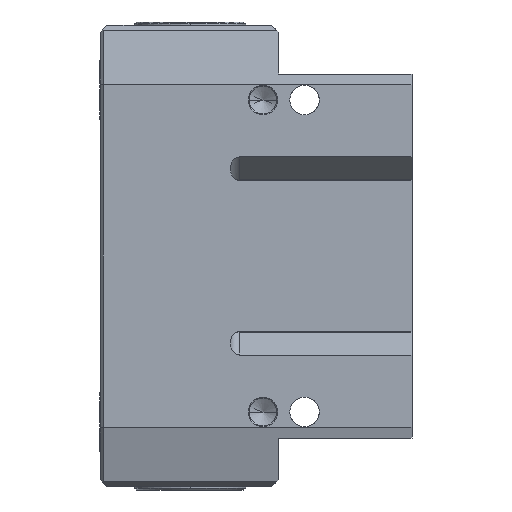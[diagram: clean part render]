
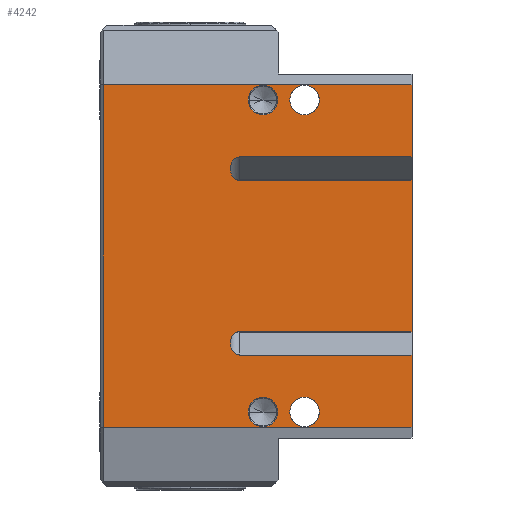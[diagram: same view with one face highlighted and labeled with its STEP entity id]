
A CAD part, left-side view. The second image highlights one B-rep face of the part: STEP entity #4242.
In plain terms, the highlighted planar face has unit normal (-1, 0, 0).
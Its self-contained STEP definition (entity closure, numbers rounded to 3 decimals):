
#169=DIRECTION('',(0.,0.,1.));
#170=VECTOR('',#169,20.873);
#171=CARTESIAN_POINT('',(-30.,-90.,-49.44));
#172=LINE('',#171,#170);
#201=DIRECTION('',(0.,0.,1.));
#202=VECTOR('',#201,43.558);
#203=CARTESIAN_POINT('',(-30.,-90.,-21.779));
#204=LINE('',#203,#202);
#233=DIRECTION('',(0.,0.,1.));
#234=VECTOR('',#233,20.873);
#235=CARTESIAN_POINT('',(-30.,-90.,28.567));
#236=LINE('',#235,#234);
#1062=CARTESIAN_POINT('',(-30.,-59.,-45.));
#1063=DIRECTION('',(1.,0.,0.));
#1064=DIRECTION('',(0.,-1.,0.));
#1065=AXIS2_PLACEMENT_3D('',#1062,#1063,#1064);
#1067=CARTESIAN_POINT('',(-30.,-59.,-45.));
#1068=DIRECTION('',(1.,0.,0.));
#1069=DIRECTION('',(0.,1.,0.));
#1070=AXIS2_PLACEMENT_3D('',#1067,#1068,#1069);
#1072=CARTESIAN_POINT('',(-30.,-59.,45.));
#1073=DIRECTION('',(-1.,0.,0.));
#1074=DIRECTION('',(0.,-1.,0.));
#1075=AXIS2_PLACEMENT_3D('',#1072,#1073,#1074);
#1077=CARTESIAN_POINT('',(-30.,-59.,45.));
#1078=DIRECTION('',(-1.,0.,0.));
#1079=DIRECTION('',(0.,1.,0.));
#1080=AXIS2_PLACEMENT_3D('',#1077,#1078,#1079);
#1082=CARTESIAN_POINT('',(-30.,-47.,45.));
#1083=DIRECTION('',(-1.,0.,0.));
#1084=DIRECTION('',(0.,1.,0.));
#1085=AXIS2_PLACEMENT_3D('',#1082,#1083,#1084);
#1087=CARTESIAN_POINT('',(-30.,-47.,45.));
#1088=DIRECTION('',(-1.,0.,0.));
#1089=DIRECTION('',(0.,-1.,0.));
#1090=AXIS2_PLACEMENT_3D('',#1087,#1088,#1089);
#1092=CARTESIAN_POINT('',(-30.,-47.,-45.));
#1093=DIRECTION('',(1.,0.,0.));
#1094=DIRECTION('',(0.,1.,0.));
#1095=AXIS2_PLACEMENT_3D('',#1092,#1093,#1094);
#1097=CARTESIAN_POINT('',(-30.,-47.,-45.));
#1098=DIRECTION('',(1.,0.,0.));
#1099=DIRECTION('',(0.,-1.,0.));
#1100=AXIS2_PLACEMENT_3D('',#1097,#1098,#1099);
#1102=DIRECTION('',(0.,0.,-1.));
#1103=VECTOR('',#1102,98.88);
#1104=CARTESIAN_POINT('',(-30.,-1.,49.44));
#1105=LINE('',#1104,#1103);
#1106=DIRECTION('',(0.,-1.,0.));
#1107=VECTOR('',#1106,89.);
#1108=CARTESIAN_POINT('',(-30.,-1.,49.44));
#1109=LINE('',#1108,#1107);
#1110=DIRECTION('',(0.,1.,0.));
#1111=VECTOR('',#1110,49.75);
#1112=CARTESIAN_POINT('',(-30.,-90.,28.567));
#1113=LINE('',#1112,#1111);
#1114=DIRECTION('',(0.,1.,0.));
#1115=VECTOR('',#1114,49.75);
#1116=CARTESIAN_POINT('',(-30.,-90.,21.779));
#1117=LINE('',#1116,#1115);
#1118=DIRECTION('',(0.,1.,0.));
#1119=VECTOR('',#1118,49.75);
#1120=CARTESIAN_POINT('',(-30.,-90.,-21.779));
#1121=LINE('',#1120,#1119);
#1122=DIRECTION('',(0.,1.,0.));
#1123=VECTOR('',#1122,49.75);
#1124=CARTESIAN_POINT('',(-30.,-90.,-28.567));
#1125=LINE('',#1124,#1123);
#1126=DIRECTION('',(0.,-1.,0.));
#1127=VECTOR('',#1126,89.);
#1128=CARTESIAN_POINT('',(-30.,-1.,-49.44));
#1129=LINE('',#1128,#1127);
#2203=CARTESIAN_POINT('',(-30.,-40.25,21.779));
#2204=CARTESIAN_POINT('',(-30.,-39.944,21.779));
#2205=CARTESIAN_POINT('',(-30.,-39.282,21.924));
#2206=CARTESIAN_POINT('',(-30.,-38.357,22.702));
#2207=CARTESIAN_POINT('',(-30.,-37.861,23.706));
#2208=CARTESIAN_POINT('',(-30.,-37.677,24.56));
#2209=CARTESIAN_POINT('',(-30.,-37.636,25.173));
#2210=CARTESIAN_POINT('',(-30.,-37.677,25.786));
#2211=CARTESIAN_POINT('',(-30.,-37.861,26.64));
#2212=CARTESIAN_POINT('',(-30.,-38.357,27.644));
#2213=CARTESIAN_POINT('',(-30.,-39.282,28.422));
#2214=CARTESIAN_POINT('',(-30.,-39.944,28.567));
#2215=CARTESIAN_POINT('',(-30.,-40.25,28.567));
#2277=CARTESIAN_POINT('',(-30.,-40.25,-28.567));
#2278=CARTESIAN_POINT('',(-30.,-39.944,-28.567));
#2279=CARTESIAN_POINT('',(-30.,-39.282,-28.422));
#2280=CARTESIAN_POINT('',(-30.,-38.357,-27.644));
#2281=CARTESIAN_POINT('',(-30.,-37.861,-26.64));
#2282=CARTESIAN_POINT('',(-30.,-37.677,-25.786));
#2283=CARTESIAN_POINT('',(-30.,-37.636,-25.173));
#2284=CARTESIAN_POINT('',(-30.,-37.677,-24.56));
#2285=CARTESIAN_POINT('',(-30.,-37.861,-23.706));
#2286=CARTESIAN_POINT('',(-30.,-38.357,-22.702));
#2287=CARTESIAN_POINT('',(-30.,-39.282,-21.924));
#2288=CARTESIAN_POINT('',(-30.,-39.944,-21.779));
#2289=CARTESIAN_POINT('',(-30.,-40.25,-21.779));
#2598=CARTESIAN_POINT('',(-30.,-90.,-21.779));
#2600=VERTEX_POINT('',#2598);
#2601=CARTESIAN_POINT('',(-30.,-90.,-28.567));
#2603=VERTEX_POINT('',#2601);
#2606=CARTESIAN_POINT('',(-30.,-40.25,-21.779));
#2608=VERTEX_POINT('',#2606);
#2610=CARTESIAN_POINT('',(-30.,-40.25,-28.567));
#2612=VERTEX_POINT('',#2610);
#2621=VERTEX_POINT('',#2203);
#2622=VERTEX_POINT('',#2215);
#2636=CARTESIAN_POINT('',(-30.,-90.,21.779));
#2638=VERTEX_POINT('',#2636);
#2639=CARTESIAN_POINT('',(-30.,-90.,28.567));
#2641=VERTEX_POINT('',#2639);
#2671=CARTESIAN_POINT('',(-30.,-63.25,-45.));
#2672=CARTESIAN_POINT('',(-30.,-54.75,-45.));
#2673=VERTEX_POINT('',#2671);
#2674=VERTEX_POINT('',#2672);
#2693=CARTESIAN_POINT('',(-30.,-42.75,45.));
#2694=VERTEX_POINT('',#2693);
#2695=CARTESIAN_POINT('',(-30.,-51.25,45.));
#2696=VERTEX_POINT('',#2695);
#2711=CARTESIAN_POINT('',(-30.,-42.75,-45.));
#2712=VERTEX_POINT('',#2711);
#2713=CARTESIAN_POINT('',(-30.,-51.25,-45.));
#2714=VERTEX_POINT('',#2713);
#2815=CARTESIAN_POINT('',(-30.,-90.,-49.44));
#2817=VERTEX_POINT('',#2815);
#2819=CARTESIAN_POINT('',(-30.,-90.,49.44));
#2821=VERTEX_POINT('',#2819);
#2896=CARTESIAN_POINT('',(-30.,-1.,49.44));
#2897=CARTESIAN_POINT('',(-30.,-1.,-49.44));
#2898=VERTEX_POINT('',#2896);
#2899=VERTEX_POINT('',#2897);
#2948=CARTESIAN_POINT('',(-30.,-63.25,45.));
#2950=VERTEX_POINT('',#2948);
#2952=CARTESIAN_POINT('',(-30.,-54.75,45.));
#2954=VERTEX_POINT('',#2952);
#4192=CARTESIAN_POINT('',(-30.,0.,-66.5));
#4193=DIRECTION('',(-1.,0.,0.));
#4194=DIRECTION('',(0.,-1.,0.));
#4195=AXIS2_PLACEMENT_3D('',#4192,#4193,#4194);
#4196=PLANE('',#4195);
#4197=ORIENTED_EDGE('',*,*,#4183,.F.);
#4199=ORIENTED_EDGE('',*,*,#4198,.T.);
#4200=ORIENTED_EDGE('',*,*,#3163,.F.);
#4202=ORIENTED_EDGE('',*,*,#4201,.T.);
#4204=ORIENTED_EDGE('',*,*,#4203,.F.);
#4206=ORIENTED_EDGE('',*,*,#4205,.F.);
#4207=ORIENTED_EDGE('',*,*,#3147,.F.);
#4209=ORIENTED_EDGE('',*,*,#4208,.T.);
#4211=ORIENTED_EDGE('',*,*,#4210,.F.);
#4213=ORIENTED_EDGE('',*,*,#4212,.F.);
#4214=ORIENTED_EDGE('',*,*,#3131,.F.);
#4215=ORIENTED_EDGE('',*,*,#4124,.F.);
#4216=EDGE_LOOP('',(#4197,#4199,#4200,#4202,#4204,#4206,#4207,#4209,#4211,#4213,
#4214,#4215));
#4217=FACE_OUTER_BOUND('',#4216,.F.);
#4219=ORIENTED_EDGE('',*,*,#4218,.T.);
#4221=ORIENTED_EDGE('',*,*,#4220,.T.);
#4222=EDGE_LOOP('',(#4219,#4221));
#4223=FACE_BOUND('',#4222,.F.);
#4225=ORIENTED_EDGE('',*,*,#4224,.T.);
#4227=ORIENTED_EDGE('',*,*,#4226,.T.);
#4228=EDGE_LOOP('',(#4225,#4227));
#4229=FACE_BOUND('',#4228,.F.);
#4231=ORIENTED_EDGE('',*,*,#4230,.F.);
#4233=ORIENTED_EDGE('',*,*,#4232,.F.);
#4234=EDGE_LOOP('',(#4231,#4233));
#4235=FACE_BOUND('',#4234,.F.);
#4237=ORIENTED_EDGE('',*,*,#4236,.F.);
#4239=ORIENTED_EDGE('',*,*,#4238,.F.);
#4240=EDGE_LOOP('',(#4237,#4239));
#4241=FACE_BOUND('',#4240,.F.);
#1066=CIRCLE('',#1065,4.25);
#1071=CIRCLE('',#1070,4.25);
#1076=CIRCLE('',#1075,4.25);
#1081=CIRCLE('',#1080,4.25);
#1086=CIRCLE('',#1085,4.25);
#1091=CIRCLE('',#1090,4.25);
#1096=CIRCLE('',#1095,4.25);
#1101=CIRCLE('',#1100,4.25);
#2216=B_SPLINE_CURVE_WITH_KNOTS('',3,(#2203,#2204,#2205,#2206,#2207,#2208,#2209,
#2210,#2211,#2212,#2213,#2214,#2215),.UNSPECIFIED.,.F.,.F.,(4,1,1,1,1,1,1,1,1,1,
4),(0.,0.125,0.25,0.375,0.438,0.5,0.563,0.625,0.75,0.875,
1.),.UNSPECIFIED.);
#2290=B_SPLINE_CURVE_WITH_KNOTS('',3,(#2277,#2278,#2279,#2280,#2281,#2282,#2283,
#2284,#2285,#2286,#2287,#2288,#2289),.UNSPECIFIED.,.F.,.F.,(4,1,1,1,1,1,1,1,1,1,
4),(0.,0.125,0.25,0.375,0.438,0.5,0.563,0.625,0.75,0.875,
1.),.UNSPECIFIED.);
#3131=EDGE_CURVE('',#2817,#2603,#172,.T.);
#3147=EDGE_CURVE('',#2600,#2638,#204,.T.);
#3163=EDGE_CURVE('',#2641,#2821,#236,.T.);
#4124=EDGE_CURVE('',#2899,#2817,#1129,.T.);
#4183=EDGE_CURVE('',#2898,#2899,#1105,.T.);
#4198=EDGE_CURVE('',#2898,#2821,#1109,.T.);
#4201=EDGE_CURVE('',#2641,#2622,#1113,.T.);
#4203=EDGE_CURVE('',#2621,#2622,#2216,.T.);
#4205=EDGE_CURVE('',#2638,#2621,#1117,.T.);
#4208=EDGE_CURVE('',#2600,#2608,#1121,.T.);
#4210=EDGE_CURVE('',#2612,#2608,#2290,.T.);
#4212=EDGE_CURVE('',#2603,#2612,#1125,.T.);
#4218=EDGE_CURVE('',#2950,#2954,#1076,.T.);
#4220=EDGE_CURVE('',#2954,#2950,#1081,.T.);
#4224=EDGE_CURVE('',#2694,#2696,#1086,.T.);
#4226=EDGE_CURVE('',#2696,#2694,#1091,.T.);
#4230=EDGE_CURVE('',#2712,#2714,#1096,.T.);
#4232=EDGE_CURVE('',#2714,#2712,#1101,.T.);
#4236=EDGE_CURVE('',#2673,#2674,#1066,.T.);
#4238=EDGE_CURVE('',#2674,#2673,#1071,.T.);
#4242=ADVANCED_FACE('',(#4217,#4223,#4229,#4235,#4241),#4196,.T.);
